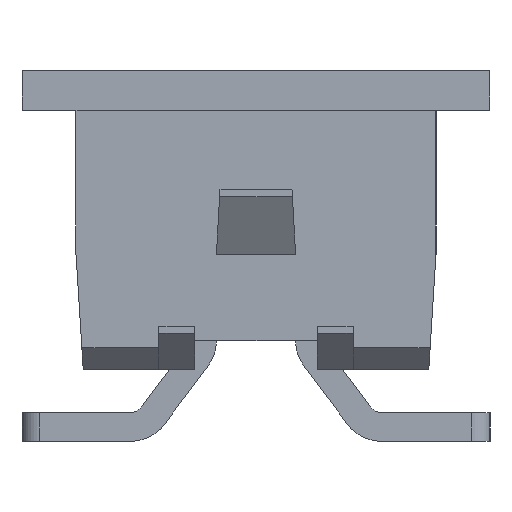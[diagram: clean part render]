
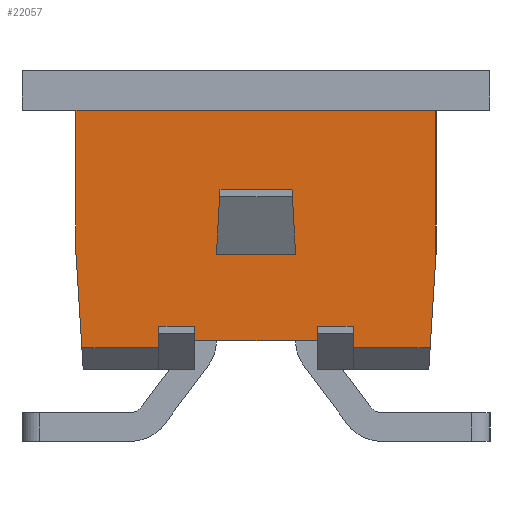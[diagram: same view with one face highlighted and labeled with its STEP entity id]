
A CAD part, front view. The second image highlights one B-rep face of the part: STEP entity #22057.
In plain terms, the highlighted face is planar.
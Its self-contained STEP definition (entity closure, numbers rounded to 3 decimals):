
#1878=ORIENTED_EDGE('',*,*,#5813,.T.);
#1879=ORIENTED_EDGE('',*,*,#5821,.T.);
#1880=ORIENTED_EDGE('',*,*,#5875,.F.);
#1881=ORIENTED_EDGE('',*,*,#6038,.T.);
#1882=ORIENTED_EDGE('',*,*,#5879,.F.);
#1883=ORIENTED_EDGE('',*,*,#5843,.F.);
#1884=ORIENTED_EDGE('',*,*,#5836,.T.);
#1885=ORIENTED_EDGE('',*,*,#6064,.T.);
#1886=ORIENTED_EDGE('',*,*,#5854,.F.);
#1887=ORIENTED_EDGE('',*,*,#5922,.F.);
#1888=ORIENTED_EDGE('',*,*,#5659,.F.);
#1889=ORIENTED_EDGE('',*,*,#5917,.T.);
#1890=ORIENTED_EDGE('',*,*,#5862,.T.);
#1891=ORIENTED_EDGE('',*,*,#6065,.T.);
#1892=ORIENTED_EDGE('',*,*,#5780,.T.);
#1893=ORIENTED_EDGE('',*,*,#6066,.T.);
#1894=ORIENTED_EDGE('',*,*,#5787,.F.);
#1895=ORIENTED_EDGE('',*,*,#6067,.F.);
#5659=EDGE_CURVE('',#7925,#7918,#9381,.T.);
#5780=EDGE_CURVE('',#7966,#7967,#9462,.T.);
#5787=EDGE_CURVE('',#7973,#7970,#9469,.T.);
#5813=EDGE_CURVE('',#7997,#7996,#9495,.T.);
#5821=EDGE_CURVE('',#7996,#8001,#9503,.T.);
#5836=EDGE_CURVE('',#8014,#8012,#9518,.T.);
#5843=EDGE_CURVE('',#8014,#8019,#9525,.T.);
#5854=EDGE_CURVE('',#8028,#8029,#9536,.T.);
#5862=EDGE_CURVE('',#8037,#8036,#9544,.T.);
#5875=EDGE_CURVE('',#8042,#8001,#9557,.T.);
#5879=EDGE_CURVE('',#8019,#8046,#9561,.T.);
#5917=EDGE_CURVE('',#7925,#8037,#9591,.T.);
#5922=EDGE_CURVE('',#7918,#8028,#9596,.T.);
#6038=EDGE_CURVE('',#8042,#8046,#9712,.T.);
#6064=EDGE_CURVE('',#8012,#8029,#9738,.T.);
#6065=EDGE_CURVE('',#8036,#7997,#9739,.T.);
#6066=EDGE_CURVE('',#7967,#7970,#9740,.T.);
#6067=EDGE_CURVE('',#7966,#7973,#9741,.T.);
#7918=VERTEX_POINT('',#29595);
#7925=VERTEX_POINT('',#29608);
#7966=VERTEX_POINT('',#29832);
#7967=VERTEX_POINT('',#29833);
#7970=VERTEX_POINT('',#29841);
#7973=VERTEX_POINT('',#29846);
#7996=VERTEX_POINT('',#29902);
#7997=VERTEX_POINT('',#29904);
#8001=VERTEX_POINT('',#29918);
#8012=VERTEX_POINT('',#29949);
#8014=VERTEX_POINT('',#29952);
#8019=VERTEX_POINT('',#29963);
#8028=VERTEX_POINT('',#29987);
#8029=VERTEX_POINT('',#29989);
#8036=VERTEX_POINT('',#30004);
#8037=VERTEX_POINT('',#30006);
#8042=VERTEX_POINT('',#30027);
#8046=VERTEX_POINT('',#30037);
#9381=LINE('',#29609,#11159);
#9462=LINE('',#29831,#11240);
#9469=LINE('',#29847,#11247);
#9495=LINE('',#29903,#11273);
#9503=LINE('',#29919,#11281);
#9518=LINE('',#29951,#11296);
#9525=LINE('',#29965,#11303);
#9536=LINE('',#29988,#11314);
#9544=LINE('',#30005,#11322);
#9557=LINE('',#30029,#11335);
#9561=LINE('',#30036,#11339);
#9591=LINE('',#30108,#11369);
#9596=LINE('',#30116,#11374);
#9712=LINE('',#30323,#11490);
#9738=LINE('',#30351,#11516);
#9739=LINE('',#30353,#11517);
#9740=LINE('',#30355,#11518);
#9741=LINE('',#30356,#11519);
#11159=VECTOR('',#24781,1000.);
#11240=VECTOR('',#25064,1000.);
#11247=VECTOR('',#25073,1000.);
#11273=VECTOR('',#25113,1000.);
#11281=VECTOR('',#25127,1000.);
#11296=VECTOR('',#25152,1000.);
#11303=VECTOR('',#25161,1000.);
#11314=VECTOR('',#25178,1000.);
#11322=VECTOR('',#25188,1000.);
#11335=VECTOR('',#25209,1000.);
#11339=VECTOR('',#25215,1000.);
#11369=VECTOR('',#25297,1000.);
#11374=VECTOR('',#25308,1000.);
#11490=VECTOR('',#25430,1000.);
#11516=VECTOR('',#25460,1000.);
#11517=VECTOR('',#25463,1000.);
#11518=VECTOR('',#25466,1000.);
#11519=VECTOR('',#25467,1000.);
#12926=EDGE_LOOP('',(#1878,#1879,#1880,#1881,#1882,#1883,#1884,#1885,#1886,
#1887,#1888,#1889,#1890,#1891));
#12927=EDGE_LOOP('',(#1892,#1893,#1894,#1895));
#13944=FACE_BOUND('',#12926,.T.);
#13945=FACE_BOUND('',#12927,.T.);
#14871=PLANE('',#23128);
#22057=ADVANCED_FACE('',(#13944,#13945),#14871,.F.);
#23128=AXIS2_PLACEMENT_3D('',#30354,#25464,#25465);
#24781=DIRECTION('',(0.,-1.,0.));
#25064=DIRECTION('',(0.,-0.055,-0.998));
#25073=DIRECTION('',(0.,0.055,-0.998));
#25113=DIRECTION('',(0.,0.,1.));
#25127=DIRECTION('',(0.,-1.,0.));
#25152=DIRECTION('',(0.,0.,-1.));
#25161=DIRECTION('',(0.,1.,0.));
#25178=DIRECTION('',(0.,0.062,-0.998));
#25188=DIRECTION('',(0.,-0.062,-0.998));
#25209=DIRECTION('',(0.,0.,1.));
#25215=DIRECTION('',(0.,0.,-1.));
#25297=DIRECTION('',(0.,0.,-1.));
#25308=DIRECTION('',(0.,0.,-1.));
#25430=DIRECTION('',(0.,-1.,0.));
#25460=DIRECTION('',(0.,-1.,0.));
#25463=DIRECTION('',(0.,-1.,0.));
#25464=DIRECTION('',(1.,0.,0.));
#25465=DIRECTION('',(0.,0.,-1.));
#25466=DIRECTION('',(0.,1.,0.));
#25467=DIRECTION('',(0.,1.,0.));
#29595=CARTESIAN_POINT('',(-14.985,-2.5,3.6));
#29608=CARTESIAN_POINT('',(-14.985,2.5,3.6));
#29609=CARTESIAN_POINT('',(-14.985,2.5,3.6));
#29831=CARTESIAN_POINT('',(-14.985,-0.5,2.5));
#29832=CARTESIAN_POINT('',(-14.985,-0.5,2.5));
#29833=CARTESIAN_POINT('',(-14.985,-0.55,1.6));
#29841=CARTESIAN_POINT('',(-14.985,0.55,1.6));
#29846=CARTESIAN_POINT('',(-14.985,0.5,2.5));
#29847=CARTESIAN_POINT('',(-14.985,0.5,2.5));
#29902=CARTESIAN_POINT('',(-14.985,1.35,0.6));
#29903=CARTESIAN_POINT('',(-14.985,1.35,0.3));
#29904=CARTESIAN_POINT('',(-14.985,1.35,0.3));
#29918=CARTESIAN_POINT('',(-14.985,0.85,0.6));
#29919=CARTESIAN_POINT('',(-14.985,1.35,0.6));
#29949=CARTESIAN_POINT('',(-14.985,-1.35,0.3));
#29951=CARTESIAN_POINT('',(-14.985,-1.35,0.6));
#29952=CARTESIAN_POINT('',(-14.985,-1.35,0.6));
#29963=CARTESIAN_POINT('',(-14.985,-0.85,0.6));
#29965=CARTESIAN_POINT('',(-14.985,-1.35,0.6));
#29987=CARTESIAN_POINT('',(-14.985,-2.5,1.6));
#29988=CARTESIAN_POINT('',(-14.985,-2.605,3.281));
#29989=CARTESIAN_POINT('',(-14.985,-2.419,0.3));
#30004=CARTESIAN_POINT('',(-14.985,2.419,0.3));
#30005=CARTESIAN_POINT('',(-14.985,2.625,3.592));
#30006=CARTESIAN_POINT('',(-14.985,2.5,1.6));
#30027=CARTESIAN_POINT('',(-14.985,0.85,0.4));
#30029=CARTESIAN_POINT('',(-14.985,0.85,0.3));
#30036=CARTESIAN_POINT('',(-14.985,-0.85,0.6));
#30037=CARTESIAN_POINT('',(-14.985,-0.85,0.4));
#30108=CARTESIAN_POINT('',(-14.985,2.5,3.6));
#30116=CARTESIAN_POINT('',(-14.985,-2.5,3.6));
#30323=CARTESIAN_POINT('',(-14.985,2.5,0.4));
#30351=CARTESIAN_POINT('',(-14.985,2.5,0.3));
#30353=CARTESIAN_POINT('',(-14.985,2.5,0.3));
#30354=CARTESIAN_POINT('',(-14.985,2.5,3.6));
#30355=CARTESIAN_POINT('',(-14.985,-0.55,1.6));
#30356=CARTESIAN_POINT('',(-14.985,-0.55,2.5));
